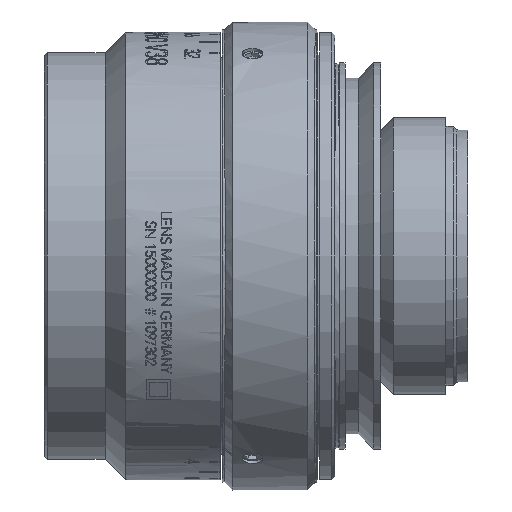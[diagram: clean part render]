
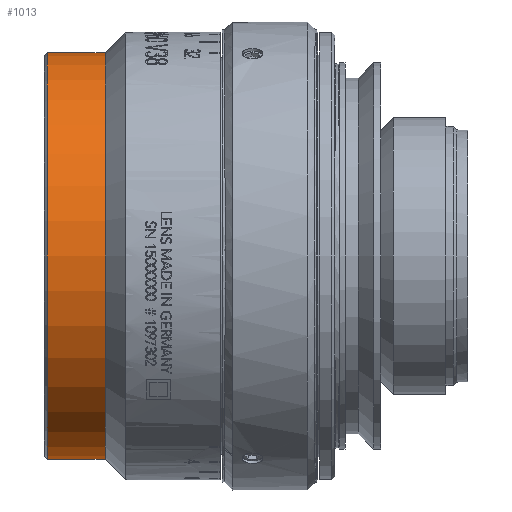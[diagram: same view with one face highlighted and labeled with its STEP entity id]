
A CAD part, front view. The second image highlights one B-rep face of the part: STEP entity #1013.
In plain terms, the highlighted cylindrical face has radius 20 mm (diameter 40 mm), a full revolution.
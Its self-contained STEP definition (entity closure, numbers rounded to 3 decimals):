
#1013=ADVANCED_FACE('',(#2346,#2347),#1266,.T.);
#1266=CYLINDRICAL_SURFACE('',#9388,20.);
#1965=CIRCLE('',#9385,20.);
#1966=CIRCLE('',#9387,20.);
#2346=FACE_BOUND('',#2990,.T.);
#2347=FACE_BOUND('',#2991,.T.);
#2990=EDGE_LOOP('',(#5405));
#2991=EDGE_LOOP('',(#5406));
#5405=ORIENTED_EDGE('',*,*,#7985,.F.);
#5406=ORIENTED_EDGE('',*,*,#7986,.T.);
#6713=VERTEX_POINT('',#17403);
#6714=VERTEX_POINT('',#17406);
#7985=EDGE_CURVE('',#6713,#6713,#1965,.T.);
#7986=EDGE_CURVE('',#6714,#6714,#1966,.T.);
#9385=AXIS2_PLACEMENT_3D('',#17402,#10742,#10743);
#9387=AXIS2_PLACEMENT_3D('',#17405,#10746,#10747);
#9388=AXIS2_PLACEMENT_3D('',#17407,#10748,#10749);
#10742=DIRECTION('',(-1.,0.,0.));
#10743=DIRECTION('',(0.,0.,1.));
#10746=DIRECTION('',(-1.,0.,0.));
#10747=DIRECTION('',(0.,0.,1.));
#10748=DIRECTION('',(-1.,0.,0.));
#10749=DIRECTION('',(0.,0.,1.));
#17402=CARTESIAN_POINT('',(-5.932,0.555,0.));
#17403=CARTESIAN_POINT('',(-5.932,0.555,20.));
#17405=CARTESIAN_POINT('',(-0.232,0.555,0.));
#17406=CARTESIAN_POINT('',(-0.232,0.555,20.));
#17407=CARTESIAN_POINT('',(-6.232,0.555,0.));
